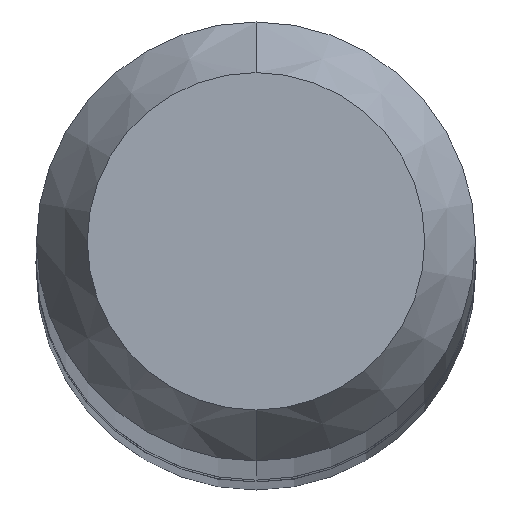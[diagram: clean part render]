
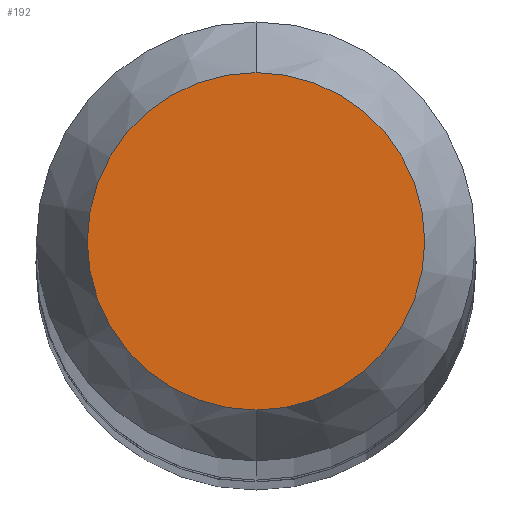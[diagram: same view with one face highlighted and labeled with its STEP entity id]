
A CAD part, top view. The second image highlights one B-rep face of the part: STEP entity #192.
In plain terms, the highlighted planar face has unit normal (0, 0, 1).
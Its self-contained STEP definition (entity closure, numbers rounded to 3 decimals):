
#100=EDGE_CURVE('',#184,#102,#245,.T.);
#102=VERTEX_POINT('',#247);
#176=EDGE_CURVE('',#102,#184,#330,.T.);
#184=VERTEX_POINT('',#341);
#192=ADVANCED_FACE('',(#350),#351,.T.);
#245=CIRCLE('',#402,0.761);
#247=CARTESIAN_POINT('',(0.0,0.761,0.0));
#330=CIRCLE('',#506,0.761);
#341=CARTESIAN_POINT('',(0.,-0.761,0.0));
#350=FACE_OUTER_BOUND('',#531,.T.);
#351=PLANE('',#532);
#402=AXIS2_PLACEMENT_3D('',#582,#583,#584);
#506=AXIS2_PLACEMENT_3D('',#691,#692,#693);
#531=EDGE_LOOP('',(#721,#722));
#532=AXIS2_PLACEMENT_3D('',#723,#724,#725);
#582=CARTESIAN_POINT('',(0.0,0.0,0.0));
#583=DIRECTION('',(0.0,0.0,-1.0));
#584=DIRECTION('',(0.0,1.0,0.0));
#691=CARTESIAN_POINT('',(0.0,0.0,0.0));
#692=DIRECTION('',(0.0,0.0,-1.0));
#693=DIRECTION('',(0.0,1.0,0.0));
#721=ORIENTED_EDGE('',*,*,#176,.F.);
#722=ORIENTED_EDGE('',*,*,#100,.F.);
#723=CARTESIAN_POINT('',(0.0,0.381,0.0));
#724=DIRECTION('',(-0.0,0.0,1.0));
#725=DIRECTION('',(0.0,-1.0,0.0));
